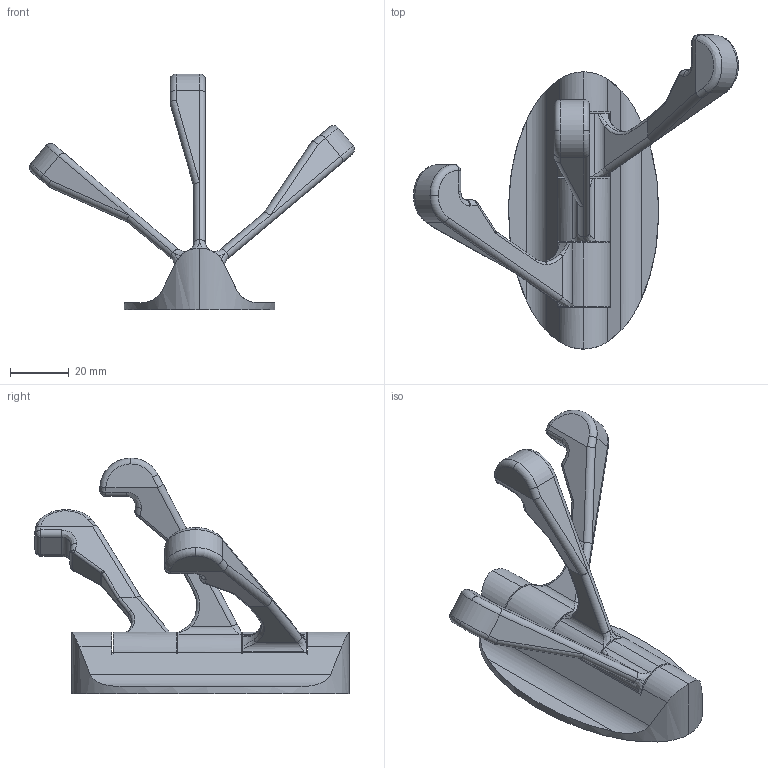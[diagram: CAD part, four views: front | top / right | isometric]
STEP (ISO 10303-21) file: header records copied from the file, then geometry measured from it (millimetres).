
FILE_DESCRIPTION (( 'STEP AP214' ), '1' );
FILE_NAME ('F002634_3D.step', '2022-06-10T07:05:55', ( '' ), ( '' ), 'SwSTEP 2.0', 'SolidWorks 2020', '' );
FILE_SCHEMA (( 'AUTOMOTIVE_DESIGN' ));
Length unit declared in the file: millimetre
Products named in the file (1): F002634_3D
Bounding box: 110.25 x 106.5 x 80 mm (x, y, z)
Volume: 65472.7 mm3; surface area: 23677.2 mm2
Topology: 4 solids, 4 shells, 206 faces, 501 edges, 297 vertices
Faces by surface type: cylinder 87, bspline 53, plane 50, torus 12, sphere 4
Entity records: 9960 total; most frequent: CARTESIAN_POINT 3342, ORIENTED_EDGE 986, DIRECTION 785, EDGE_CURVE 493, AXIS2_PLACEMENT_3D 304, VERTEX_POINT 297, UNCERTAINTY_MEASURE_WITH_UNIT 212, SURFACE_STYLE_FILL_AREA 211
